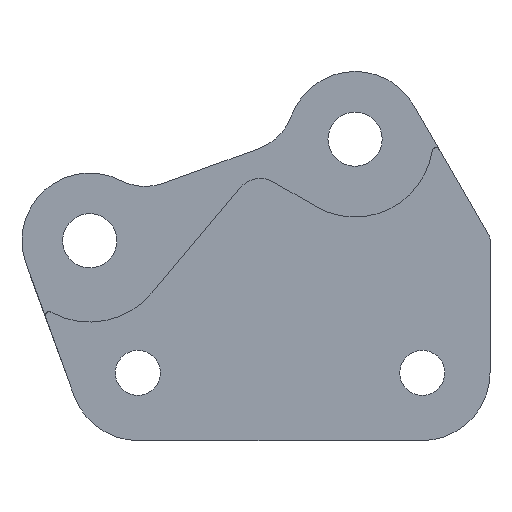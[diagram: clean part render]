
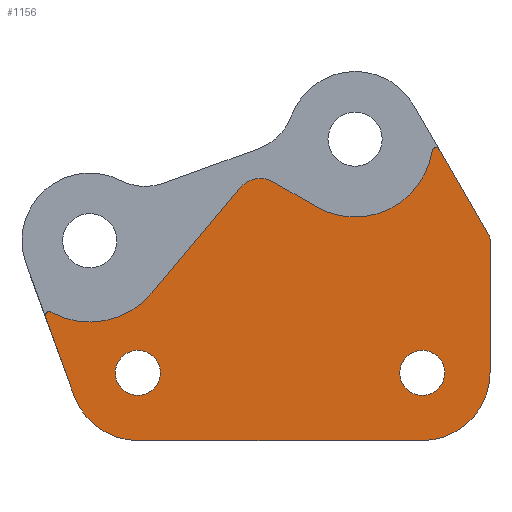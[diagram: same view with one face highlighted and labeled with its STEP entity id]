
A CAD part, left-side view. The second image highlights one B-rep face of the part: STEP entity #1156.
In plain terms, the highlighted planar face has unit normal (-1, 0, 0).
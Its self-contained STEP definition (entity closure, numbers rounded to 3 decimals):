
#61=CARTESIAN_POINT('Vertex',(0.,7.083,11.593)) ;
#66=CARTESIAN_POINT('Axis2P3D Location',(0.,10.,10.)) ;
#70=CARTESIAN_POINT('Vertex',(0.,12.917,8.407)) ;
#92=CARTESIAN_POINT('Axis2P3D Location',(0.,10.,10.)) ;
#260=CARTESIAN_POINT('Vertex',(0.,49.892,21.803)) ;
#265=CARTESIAN_POINT('Line Origine',(0.,43.435,29.524)) ;
#269=CARTESIAN_POINT('Vertex',(0.,36.979,37.246)) ;
#296=CARTESIAN_POINT('Axis2P3D Location',(0.,33.91,34.68)) ;
#300=CARTESIAN_POINT('Vertex',(0.,31.91,38.144)) ;
#327=CARTESIAN_POINT('Line Origine',(0.,28.789,36.342)) ;
#331=CARTESIAN_POINT('Vertex',(0.,25.669,34.541)) ;
#485=CARTESIAN_POINT('Vertex',(0.,0.134,30.232)) ;
#488=CARTESIAN_POINT('Axis2P3D Location',(0.,1.,29.732)) ;
#492=CARTESIAN_POINT('Vertex',(0.,0.,29.732)) ;
#525=CARTESIAN_POINT('Vertex',(0.,10.,0.)) ;
#528=CARTESIAN_POINT('Line Origine',(0.,31.,0.)) ;
#532=CARTESIAN_POINT('Vertex',(0.,52.,0.)) ;
#556=CARTESIAN_POINT('Vertex',(0.,49.083,11.593)) ;
#561=CARTESIAN_POINT('Axis2P3D Location',(0.,52.,10.)) ;
#565=CARTESIAN_POINT('Vertex',(0.,54.917,8.407)) ;
#587=CARTESIAN_POINT('Axis2P3D Location',(0.,52.,10.)) ;
#671=CARTESIAN_POINT('Axis2P3D Location',(0.,52.,10.)) ;
#675=CARTESIAN_POINT('Vertex',(0.,61.397,6.58)) ;
#795=CARTESIAN_POINT('Line Origine',(0.,0.,19.866)) ;
#799=CARTESIAN_POINT('Vertex',(0.,0.,10.)) ;
#892=CARTESIAN_POINT('Axis2P3D Location',(0.,10.,10.)) ;
#913=CARTESIAN_POINT('Vertex',(0.,64.821,18.953)) ;
#918=CARTESIAN_POINT('Axis2P3D Location',(0.,59.097,29.5)) ;
#944=CARTESIAN_POINT('Vertex',(0.,65.643,18.245)) ;
#961=CARTESIAN_POINT('Line Origine',(0.,63.52,12.412)) ;
#987=CARTESIAN_POINT('Axis2P3D Location',(0.,65.098,18.443)) ;
#1076=CARTESIAN_POINT('Vertex',(0.,7.477,42.951)) ;
#1079=CARTESIAN_POINT('Line Origine',(0.,3.806,36.591)) ;
#1107=CARTESIAN_POINT('Vertex',(0.,8.553,42.749)) ;
#1110=CARTESIAN_POINT('Axis2P3D Location',(0.,19.919,44.5)) ;
#1122=CARTESIAN_POINT('Axis2P3D Location',(0.,0.,0.)) ;
#1127=CARTESIAN_POINT('Axis2P3D Location',(0.,7.979,42.661)) ;
#67=DIRECTION('Axis2P3D Direction',(-1.,0.,0.)) ;
#93=DIRECTION('Axis2P3D Direction',(-1.,0.,0.)) ;
#266=DIRECTION('Vector Direction',(0.,-0.641,0.767)) ;
#297=DIRECTION('Axis2P3D Direction',(-1.,-0.,0.)) ;
#328=DIRECTION('Vector Direction',(0.,0.866,0.5)) ;
#489=DIRECTION('Axis2P3D Direction',(1.,0.,0.)) ;
#529=DIRECTION('Vector Direction',(0.,-1.,0.)) ;
#562=DIRECTION('Axis2P3D Direction',(-1.,0.,0.)) ;
#588=DIRECTION('Axis2P3D Direction',(-1.,0.,0.)) ;
#672=DIRECTION('Axis2P3D Direction',(1.,0.,0.)) ;
#796=DIRECTION('Vector Direction',(0.,0.,1.)) ;
#893=DIRECTION('Axis2P3D Direction',(1.,0.,0.)) ;
#919=DIRECTION('Axis2P3D Direction',(-1.,-0.,0.)) ;
#962=DIRECTION('Vector Direction',(0.,-0.342,-0.94)) ;
#988=DIRECTION('Axis2P3D Direction',(-1.,0.,0.)) ;
#1080=DIRECTION('Vector Direction',(0.,0.5,0.866)) ;
#1111=DIRECTION('Axis2P3D Direction',(-1.,-0.,0.)) ;
#1123=DIRECTION('Axis2P3D Direction',(1.,0.,0.)) ;
#1124=DIRECTION('Axis2P3D XDirection',(0.,1.,0.)) ;
#1128=DIRECTION('Axis2P3D Direction',(1.,0.,0.)) ;
#68=AXIS2_PLACEMENT_3D('Circle Axis2P3D',#66,#67,$) ;
#94=AXIS2_PLACEMENT_3D('Circle Axis2P3D',#92,#93,$) ;
#298=AXIS2_PLACEMENT_3D('Circle Axis2P3D',#296,#297,$) ;
#490=AXIS2_PLACEMENT_3D('Circle Axis2P3D',#488,#489,$) ;
#563=AXIS2_PLACEMENT_3D('Circle Axis2P3D',#561,#562,$) ;
#589=AXIS2_PLACEMENT_3D('Circle Axis2P3D',#587,#588,$) ;
#673=AXIS2_PLACEMENT_3D('Circle Axis2P3D',#671,#672,$) ;
#894=AXIS2_PLACEMENT_3D('Circle Axis2P3D',#892,#893,$) ;
#920=AXIS2_PLACEMENT_3D('Circle Axis2P3D',#918,#919,$) ;
#989=AXIS2_PLACEMENT_3D('Circle Axis2P3D',#987,#988,$) ;
#1112=AXIS2_PLACEMENT_3D('Circle Axis2P3D',#1110,#1111,$) ;
#1125=AXIS2_PLACEMENT_3D('Plane Axis2P3D',#1122,#1123,#1124) ;
#1129=AXIS2_PLACEMENT_3D('Circle Axis2P3D',#1127,#1128,$) ;
#1133=ORIENTED_EDGE('',*,*,#1131,.F.) ;
#1134=ORIENTED_EDGE('',*,*,#1114,.F.) ;
#1135=ORIENTED_EDGE('',*,*,#333,.F.) ;
#1136=ORIENTED_EDGE('',*,*,#302,.F.) ;
#1137=ORIENTED_EDGE('',*,*,#271,.F.) ;
#1138=ORIENTED_EDGE('',*,*,#922,.F.) ;
#1139=ORIENTED_EDGE('',*,*,#991,.F.) ;
#1140=ORIENTED_EDGE('',*,*,#965,.F.) ;
#1141=ORIENTED_EDGE('',*,*,#677,.F.) ;
#1142=ORIENTED_EDGE('',*,*,#534,.F.) ;
#1143=ORIENTED_EDGE('',*,*,#896,.F.) ;
#1144=ORIENTED_EDGE('',*,*,#801,.F.) ;
#1145=ORIENTED_EDGE('',*,*,#494,.F.) ;
#1146=ORIENTED_EDGE('',*,*,#1083,.F.) ;
#1149=ORIENTED_EDGE('',*,*,#591,.T.) ;
#1150=ORIENTED_EDGE('',*,*,#567,.T.) ;
#1153=ORIENTED_EDGE('',*,*,#72,.T.) ;
#1154=ORIENTED_EDGE('',*,*,#96,.T.) ;
#1151=FACE_BOUND('',#1148,.T.) ;
#1155=FACE_BOUND('',#1152,.T.) ;
#267=VECTOR('Line Direction',#266,1.) ;
#329=VECTOR('Line Direction',#328,1.) ;
#530=VECTOR('Line Direction',#529,1.) ;
#797=VECTOR('Line Direction',#796,1.) ;
#963=VECTOR('Line Direction',#962,1.) ;
#1081=VECTOR('Line Direction',#1080,1.) ;
#1156=ADVANCED_FACE('Corps principal',(#1147,#1151,#1155),#1126,.F.) ;
#69=CIRCLE('generated circle',#68,3.324) ;
#95=CIRCLE('generated circle',#94,3.324) ;
#299=CIRCLE('generated circle',#298,4.) ;
#491=CIRCLE('generated circle',#490,1.) ;
#564=CIRCLE('generated circle',#563,3.324) ;
#590=CIRCLE('generated circle',#589,3.324) ;
#674=CIRCLE('generated circle',#673,10.) ;
#895=CIRCLE('generated circle',#894,10.) ;
#921=CIRCLE('generated circle',#920,12.) ;
#990=CIRCLE('generated circle',#989,0.58) ;
#1113=CIRCLE('generated circle',#1112,11.5) ;
#1130=CIRCLE('generated circle',#1129,0.58) ;
#72=EDGE_CURVE('',#71,#62,#69,.F.) ;
#96=EDGE_CURVE('',#62,#71,#95,.F.) ;
#271=EDGE_CURVE('',#261,#270,#268,.T.) ;
#302=EDGE_CURVE('',#270,#301,#299,.F.) ;
#333=EDGE_CURVE('',#301,#332,#330,.F.) ;
#494=EDGE_CURVE('',#486,#493,#491,.T.) ;
#534=EDGE_CURVE('',#526,#533,#531,.F.) ;
#567=EDGE_CURVE('',#566,#557,#564,.F.) ;
#591=EDGE_CURVE('',#557,#566,#590,.F.) ;
#677=EDGE_CURVE('',#533,#676,#674,.T.) ;
#801=EDGE_CURVE('',#493,#800,#798,.F.) ;
#896=EDGE_CURVE('',#800,#526,#895,.T.) ;
#922=EDGE_CURVE('',#914,#261,#921,.T.) ;
#965=EDGE_CURVE('',#676,#945,#964,.F.) ;
#991=EDGE_CURVE('',#945,#914,#990,.F.) ;
#1083=EDGE_CURVE('',#1077,#486,#1082,.F.) ;
#1114=EDGE_CURVE('',#332,#1108,#1113,.T.) ;
#1131=EDGE_CURVE('',#1108,#1077,#1130,.T.) ;
#1132=EDGE_LOOP('',(#1133,#1134,#1135,#1136,#1137,#1138,#1139,#1140,#1141,#1142,#1143,#1144,#1145,#1146)) ;
#1148=EDGE_LOOP('',(#1149,#1150)) ;
#1152=EDGE_LOOP('',(#1153,#1154)) ;
#1147=FACE_OUTER_BOUND('',#1132,.T.) ;
#268=LINE('Line',#265,#267) ;
#330=LINE('Line',#327,#329) ;
#531=LINE('Line',#528,#530) ;
#798=LINE('Line',#795,#797) ;
#964=LINE('Line',#961,#963) ;
#1082=LINE('Line',#1079,#1081) ;
#1126=PLANE('Plane',#1125) ;
#62=VERTEX_POINT('',#61) ;
#71=VERTEX_POINT('',#70) ;
#261=VERTEX_POINT('',#260) ;
#270=VERTEX_POINT('',#269) ;
#301=VERTEX_POINT('',#300) ;
#332=VERTEX_POINT('',#331) ;
#486=VERTEX_POINT('',#485) ;
#493=VERTEX_POINT('',#492) ;
#526=VERTEX_POINT('',#525) ;
#533=VERTEX_POINT('',#532) ;
#557=VERTEX_POINT('',#556) ;
#566=VERTEX_POINT('',#565) ;
#676=VERTEX_POINT('',#675) ;
#800=VERTEX_POINT('',#799) ;
#914=VERTEX_POINT('',#913) ;
#945=VERTEX_POINT('',#944) ;
#1077=VERTEX_POINT('',#1076) ;
#1108=VERTEX_POINT('',#1107) ;
